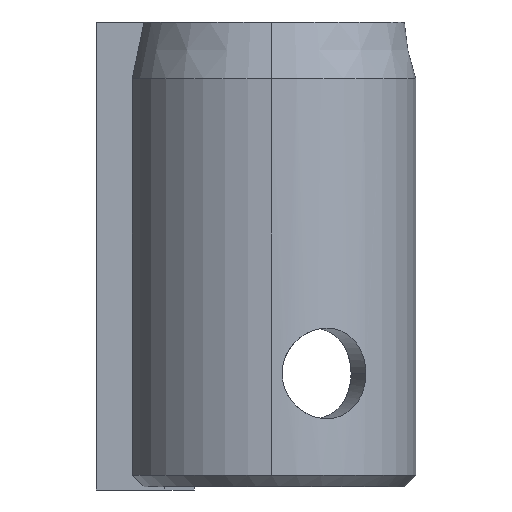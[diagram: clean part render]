
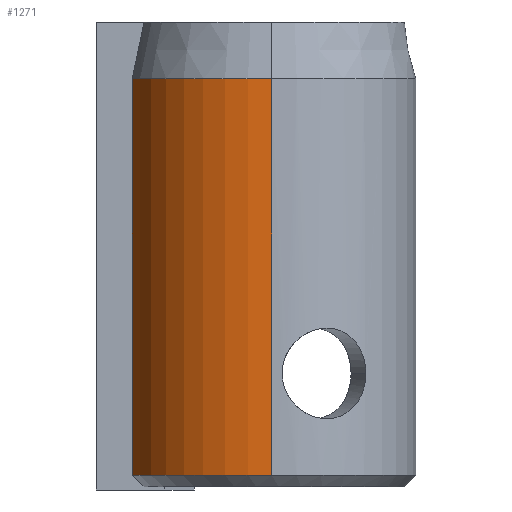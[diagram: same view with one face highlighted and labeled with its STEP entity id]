
A CAD part, left-side view. The second image highlights one B-rep face of the part: STEP entity #1271.
In plain terms, the highlighted cylindrical face has radius 12.7 mm (diameter 25.4 mm), a partial arc.
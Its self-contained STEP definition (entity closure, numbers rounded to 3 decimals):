
#124 = DIRECTION ( 'NONE',  ( 0., 0., 1. ) ) ;
#151 = EDGE_LOOP ( 'NONE', ( #1171, #496, #1136, #311 ) ) ;
#198 = DIRECTION ( 'NONE',  ( -1., 0., 0. ) ) ;
#217 = AXIS2_PLACEMENT_3D ( 'NONE', #770, #124, #562 ) ;
#241 = DIRECTION ( 'NONE',  ( 0., 0., -1. ) ) ;
#311 = ORIENTED_EDGE ( 'NONE', *, *, #680, .T. ) ;
#346 = CARTESIAN_POINT ( 'NONE',  ( -12.7, 0., 15.5 ) ) ;
#376 = AXIS2_PLACEMENT_3D ( 'NONE', #1181, #1321, #460 ) ;
#460 = DIRECTION ( 'NONE',  ( -1., 0., 0. ) ) ;
#496 = ORIENTED_EDGE ( 'NONE', *, *, #1301, .T. ) ;
#540 = LINE ( 'NONE', #751, #1157 ) ;
#559 = CIRCLE ( 'NONE', #217, 12.7 ) ;
#562 = DIRECTION ( 'NONE',  ( -1., 0., 0. ) ) ;
#566 = EDGE_CURVE ( 'NONE', #636, #1287, #540, .T. ) ;
#636 = VERTEX_POINT ( 'NONE', #346 ) ;
#662 = DIRECTION ( 'NONE',  ( 0., 0., -1. ) ) ;
#665 = CARTESIAN_POINT ( 'NONE',  ( -12.7, 0., -19.5 ) ) ;
#680 = EDGE_CURVE ( 'NONE', #697, #1287, #559, .T. ) ;
#697 = VERTEX_POINT ( 'NONE', #863 ) ;
#742 = FACE_OUTER_BOUND ( 'NONE', #151, .T. ) ;
#749 = CARTESIAN_POINT ( 'NONE',  ( 0., 0., 15.5 ) ) ;
#751 = CARTESIAN_POINT ( 'NONE',  ( -12.7, 0., 20.5 ) ) ;
#770 = CARTESIAN_POINT ( 'NONE',  ( 0., 0., -19.5 ) ) ;
#787 = DIRECTION ( 'NONE',  ( 0., 0., -1. ) ) ;
#855 = AXIS2_PLACEMENT_3D ( 'NONE', #749, #787, #198 ) ;
#863 = CARTESIAN_POINT ( 'NONE',  ( -3.175, 12.297, -19.5 ) ) ;
#889 = CARTESIAN_POINT ( 'NONE',  ( -3.175, 12.297, 20.5 ) ) ;
#943 = VECTOR ( 'NONE', #241, 1000. ) ;
#1116 = CYLINDRICAL_SURFACE ( 'NONE', #376, 12.7 ) ;
#1136 = ORIENTED_EDGE ( 'NONE', *, *, #1307, .T. ) ;
#1157 = VECTOR ( 'NONE', #662, 1000. ) ;
#1171 = ORIENTED_EDGE ( 'NONE', *, *, #566, .F. ) ;
#1181 = CARTESIAN_POINT ( 'NONE',  ( 0., 0., 20.5 ) ) ;
#1205 = VERTEX_POINT ( 'NONE', #1255 ) ;
#1255 = CARTESIAN_POINT ( 'NONE',  ( -3.175, 12.297, 15.5 ) ) ;
#1264 = CIRCLE ( 'NONE', #855, 12.7 ) ;
#1271 = ADVANCED_FACE ( 'NONE', ( #742 ), #1116, .T. ) ;
#1287 = VERTEX_POINT ( 'NONE', #665 ) ;
#1288 = LINE ( 'NONE', #889, #943 ) ;
#1301 = EDGE_CURVE ( 'NONE', #636, #1205, #1264, .T. ) ;
#1307 = EDGE_CURVE ( 'NONE', #1205, #697, #1288, .T. ) ;
#1321 = DIRECTION ( 'NONE',  ( 0., 0., -1. ) ) ;
